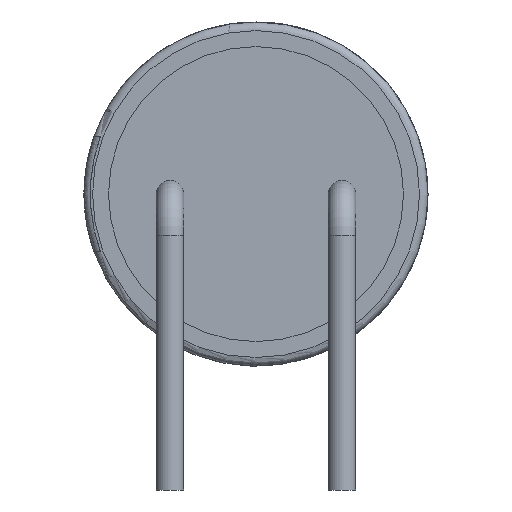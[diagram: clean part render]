
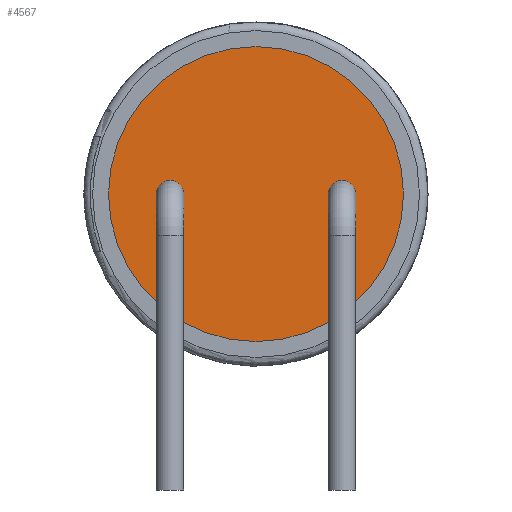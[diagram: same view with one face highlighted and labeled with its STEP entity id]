
A CAD part, front view. The second image highlights one B-rep face of the part: STEP entity #4567.
In plain terms, the highlighted planar face has unit normal (0, -1, 0).
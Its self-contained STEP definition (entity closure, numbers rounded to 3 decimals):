
#51=FACE_BOUND('',#985,.T.);
#52=FACE_BOUND('',#986,.T.);
#464=PLANE('',#4871);
#721=FACE_OUTER_BOUND('',#984,.T.);
#984=EDGE_LOOP('',(#4048));
#985=EDGE_LOOP('',(#4049));
#986=EDGE_LOOP('',(#4050));
#1690=CIRCLE('',#4866,0.4);
#1691=CIRCLE('',#4868,0.4);
#1692=CIRCLE('',#4870,4.286);
#2118=VERTEX_POINT('',#11387);
#2119=VERTEX_POINT('',#11391);
#2120=VERTEX_POINT('',#11395);
#2760=EDGE_CURVE('',#2118,#2118,#1690,.T.);
#2762=EDGE_CURVE('',#2119,#2119,#1691,.T.);
#2764=EDGE_CURVE('',#2120,#2120,#1692,.T.);
#4048=ORIENTED_EDGE('',*,*,#2764,.T.);
#4049=ORIENTED_EDGE('',*,*,#2760,.T.);
#4050=ORIENTED_EDGE('',*,*,#2762,.T.);
#4567=ADVANCED_FACE('',(#721,#51,#52),#464,.T.);
#4866=AXIS2_PLACEMENT_3D('',#11389,#5719,#5720);
#4868=AXIS2_PLACEMENT_3D('',#11393,#5724,#5725);
#4870=AXIS2_PLACEMENT_3D('',#11397,#5729,#5730);
#4871=AXIS2_PLACEMENT_3D('',#11398,#5731,#5732);
#5719=DIRECTION('center_axis',(0.,1.,0.));
#5720=DIRECTION('ref_axis',(1.,0.,0.));
#5724=DIRECTION('center_axis',(0.,1.,0.));
#5725=DIRECTION('ref_axis',(1.,0.,0.));
#5729=DIRECTION('center_axis',(0.,-1.,0.));
#5730=DIRECTION('ref_axis',(1.,0.,0.));
#5731=DIRECTION('center_axis',(0.,-1.,0.));
#5732=DIRECTION('ref_axis',(0.,0.,-1.));
#11387=CARTESIAN_POINT('',(2.1,0.1,0.));
#11389=CARTESIAN_POINT('Origin',(2.5,0.1,0.));
#11391=CARTESIAN_POINT('',(-2.9,0.1,0.));
#11393=CARTESIAN_POINT('Origin',(-2.5,0.1,0.));
#11395=CARTESIAN_POINT('',(-4.286,0.1,0.));
#11397=CARTESIAN_POINT('Origin',(0.,0.1,0.));
#11398=CARTESIAN_POINT('Origin',(0.,0.1,0.));
